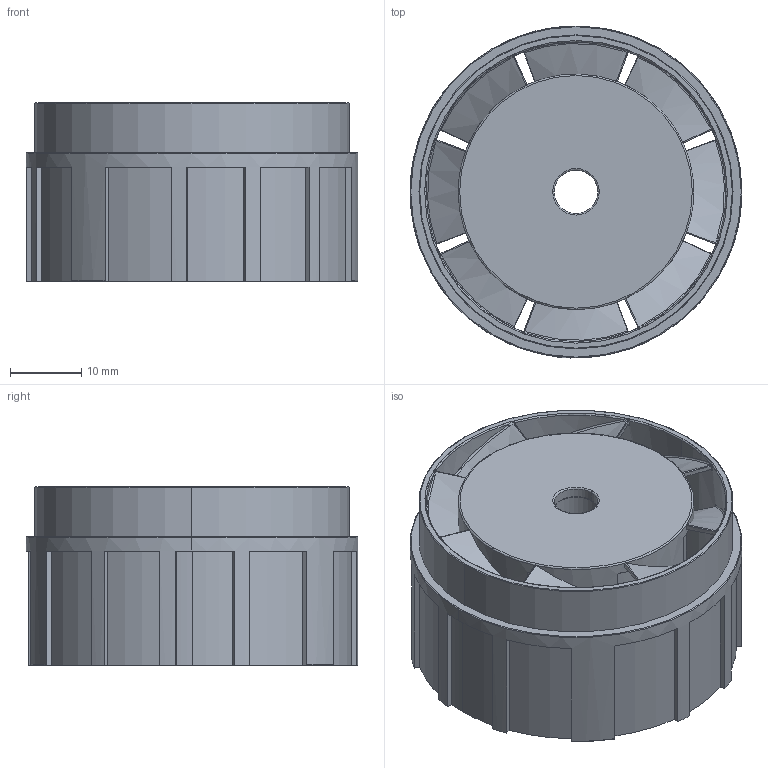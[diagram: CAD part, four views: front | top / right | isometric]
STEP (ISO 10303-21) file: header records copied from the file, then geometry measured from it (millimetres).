
FILE_DESCRIPTION (( 'STEP AP203' ), '1' );
FILE_NAME ('前端盖A-晨光-设计-2021.4.16+圆周筋条.STEP', '2021-04-26T07:39:29', ( '' ), ( '' ), 'SwSTEP 2.0', 'SolidWorks 2021', '' );
FILE_SCHEMA (( 'CONFIG_CONTROL_DESIGN' ));
Length unit declared in the file: millimetre
Products named in the file (1): 前端盖A-晨光-设计-2021.4.16+圆周筋条
Bounding box: 46.5 x 46.5 x 25 mm (x, y, z)
Volume: 8837.6 mm3; surface area: 12778.2 mm2
Topology: 1 solids, 1 shells, 767 faces, 1956 edges, 1152 vertices
Faces by surface type: bspline 240, cylinder 177, plane 152, torus 127, sphere 59, cone 12
Entity records: 29408 total; most frequent: CARTESIAN_POINT 12803, ORIENTED_EDGE 3856, DIRECTION 3126, EDGE_CURVE 1928, AXIS2_PLACEMENT_3D 1365, VERTEX_POINT 1151, CIRCLE 837, EDGE_LOOP 773
